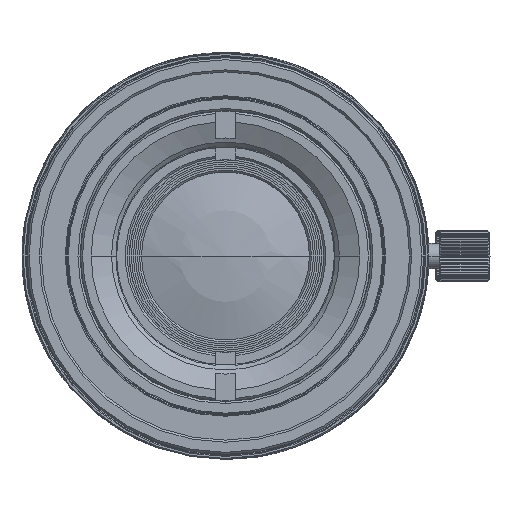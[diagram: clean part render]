
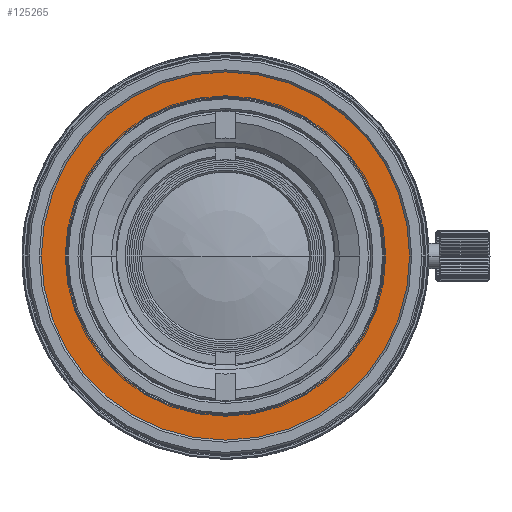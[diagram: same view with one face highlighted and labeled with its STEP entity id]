
A CAD part, left-side view. The second image highlights one B-rep face of the part: STEP entity #125265.
In plain terms, the highlighted face is planar.
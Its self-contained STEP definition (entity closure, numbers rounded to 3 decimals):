
#124586=CARTESIAN_POINT('',(0.,0.,3.));
#124587=DIRECTION('',(0.,0.,-1.));
#124588=DIRECTION('',(0.,1.,0.));
#124589=AXIS2_PLACEMENT_3D('',#124586,#124587,#124588);
#124594=CARTESIAN_POINT('',(0.,0.,3.));
#124595=DIRECTION('',(0.,0.,-1.));
#124596=DIRECTION('',(0.,-1.,0.));
#124597=AXIS2_PLACEMENT_3D('',#124594,#124595,#124596);
#124602=CARTESIAN_POINT('',(0.,0.,3.));
#124603=DIRECTION('',(0.,0.,1.));
#124604=DIRECTION('',(1.,0.,0.));
#124605=AXIS2_PLACEMENT_3D('',#124602,#124603,#124604);
#124610=CARTESIAN_POINT('',(0.,0.,3.));
#124611=DIRECTION('',(0.,0.,1.));
#124612=DIRECTION('',(0.,1.,0.));
#124613=AXIS2_PLACEMENT_3D('',#124610,#124611,#124612);
#124618=CARTESIAN_POINT('',(0.,0.,3.));
#124619=DIRECTION('',(0.,0.,1.));
#124620=DIRECTION('',(-1.,0.,0.));
#124621=AXIS2_PLACEMENT_3D('',#124618,#124619,#124620);
#124626=CARTESIAN_POINT('',(0.,0.,3.));
#124627=DIRECTION('',(0.,0.,1.));
#124628=DIRECTION('',(0.,-1.,0.));
#124629=AXIS2_PLACEMENT_3D('',#124626,#124627,#124628);
#124768=CARTESIAN_POINT('',(0.,-15.65,3.));
#124769=CARTESIAN_POINT('',(15.65,0.,3.));
#124770=VERTEX_POINT('',#124768);
#124771=VERTEX_POINT('',#124769);
#124772=CARTESIAN_POINT('',(-15.65,0.,3.));
#124773=VERTEX_POINT('',#124772);
#124774=CARTESIAN_POINT('',(0.,18.6,3.));
#124775=CARTESIAN_POINT('',(0.,-18.6,3.));
#124776=VERTEX_POINT('',#124774);
#124777=VERTEX_POINT('',#124775);
#124778=CARTESIAN_POINT('',(0.,15.65,3.));
#124779=VERTEX_POINT('',#124778);
#125246=CARTESIAN_POINT('',(0.,0.,3.));
#125247=DIRECTION('',(0.,0.,1.));
#125248=DIRECTION('',(1.,0.,0.));
#125249=AXIS2_PLACEMENT_3D('',#125246,#125247,#125248);
#125250=PLANE('',#125249);
#125251=ORIENTED_EDGE('',*,*,#125241,.T.);
#125252=ORIENTED_EDGE('',*,*,#125225,.T.);
#125253=EDGE_LOOP('',(#125251,#125252));
#125254=FACE_OUTER_BOUND('',#125253,.F.);
#125256=ORIENTED_EDGE('',*,*,#125255,.T.);
#125258=ORIENTED_EDGE('',*,*,#125257,.T.);
#125260=ORIENTED_EDGE('',*,*,#125259,.T.);
#125262=ORIENTED_EDGE('',*,*,#125261,.T.);
#125263=EDGE_LOOP('',(#125256,#125258,#125260,#125262));
#125264=FACE_BOUND('',#125263,.F.);
#125265=ADVANCED_FACE('',(#125254,#125264),#125250,.T.);
#124590=CIRCLE('',#124589,18.6);
#124598=CIRCLE('',#124597,18.6);
#124606=CIRCLE('',#124605,15.65);
#124614=CIRCLE('',#124613,15.65);
#124622=CIRCLE('',#124621,15.65);
#124630=CIRCLE('',#124629,15.65);
#125225=EDGE_CURVE('',#124777,#124776,#124598,.T.);
#125241=EDGE_CURVE('',#124776,#124777,#124590,.T.);
#125255=EDGE_CURVE('',#124771,#124779,#124606,.T.);
#125257=EDGE_CURVE('',#124779,#124773,#124614,.T.);
#125259=EDGE_CURVE('',#124773,#124770,#124622,.T.);
#125261=EDGE_CURVE('',#124770,#124771,#124630,.T.);
